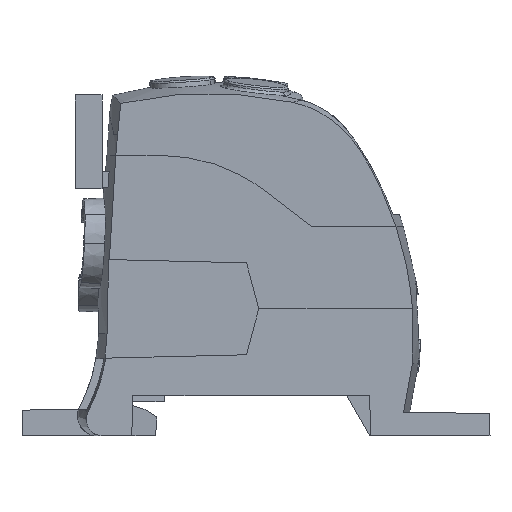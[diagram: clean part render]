
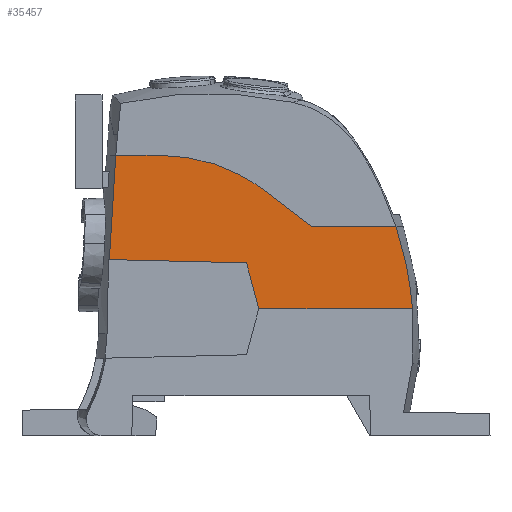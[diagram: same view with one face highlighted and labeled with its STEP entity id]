
A CAD part, left-side view. The second image highlights one B-rep face of the part: STEP entity #35457.
In plain terms, the highlighted planar face has unit normal (-1, 0, -0.005).
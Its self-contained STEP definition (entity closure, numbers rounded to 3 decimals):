
#35444=AXIS2_PLACEMENT_3D('Plane Axis2P3D',#35441,#35442,#35443) ;
#27571=CARTESIAN_POINT('Vertex',(0.104,14.068,31.314)) ;
#27575=CARTESIAN_POINT('Control Point',(0.104,14.068,31.314)) ;
#27576=CARTESIAN_POINT('Control Point',(0.125,12.752,27.329)) ;
#27577=CARTESIAN_POINT('Control Point',(0.147,11.92,23.185)) ;
#27578=CARTESIAN_POINT('Control Point',(0.169,11.595,19.)) ;
#27579=CARTESIAN_POINT('Vertex',(0.169,11.595,19.)) ;
#28331=CARTESIAN_POINT('Vertex',(0.104,26.669,31.314)) ;
#28334=CARTESIAN_POINT('Line Origine',(0.104,20.369,31.314)) ;
#29522=CARTESIAN_POINT('Vertex',(0.13,56.931,26.366)) ;
#29526=CARTESIAN_POINT('Control Point',(0.13,56.931,26.366)) ;
#29527=CARTESIAN_POINT('Control Point',(0.103,56.728,31.561)) ;
#29528=CARTESIAN_POINT('Control Point',(0.076,56.408,36.752)) ;
#29529=CARTESIAN_POINT('Control Point',(0.049,55.973,41.933)) ;
#29530=CARTESIAN_POINT('Vertex',(0.049,55.973,41.933)) ;
#30298=CARTESIAN_POINT('Line Origine',(0.049,52.584,41.933)) ;
#30302=CARTESIAN_POINT('Vertex',(0.049,49.194,41.933)) ;
#30807=CARTESIAN_POINT('Control Point',(0.049,49.194,41.933)) ;
#30808=CARTESIAN_POINT('Control Point',(0.049,45.05,41.933)) ;
#30809=CARTESIAN_POINT('Control Point',(0.053,40.904,41.033)) ;
#30810=CARTESIAN_POINT('Control Point',(0.063,37.061,39.236)) ;
#30811=CARTESIAN_POINT('Control Point',(0.076,33.765,36.723)) ;
#30812=CARTESIAN_POINT('Vertex',(0.076,33.765,36.723)) ;
#31372=CARTESIAN_POINT('Vertex',(0.133,36.425,25.874)) ;
#31386=CARTESIAN_POINT('Vertex',(0.169,34.584,19.)) ;
#31389=CARTESIAN_POINT('Line Origine',(0.151,35.504,22.437)) ;
#34369=CARTESIAN_POINT('Line Origine',(0.131,46.678,26.12)) ;
#34985=CARTESIAN_POINT('Line Origine',(0.09,30.217,34.019)) ;
#35417=CARTESIAN_POINT('Line Origine',(0.169,23.09,19.)) ;
#35441=CARTESIAN_POINT('Axis2P3D Location',(0.169,57.,19.)) ;
#28335=DIRECTION('Vector Direction',(0.,1.,0.)) ;
#30299=DIRECTION('Vector Direction',(0.,-1.,0.)) ;
#31390=DIRECTION('Vector Direction',(-0.005,0.259,0.966)) ;
#34370=DIRECTION('Vector Direction',(0.,-1.,-0.024)) ;
#34986=DIRECTION('Vector Direction',(-0.003,0.795,0.606)) ;
#35418=DIRECTION('Vector Direction',(0.,1.,0.)) ;
#35442=DIRECTION('Axis2P3D Direction',(1.,0.,0.005)) ;
#35443=DIRECTION('Axis2P3D XDirection',(0.,-1.,0.)) ;
#28336=VECTOR('Line Direction',#28335,1.) ;
#30300=VECTOR('Line Direction',#30299,1.) ;
#31391=VECTOR('Line Direction',#31390,1.) ;
#34371=VECTOR('Line Direction',#34370,1.) ;
#34987=VECTOR('Line Direction',#34986,1.) ;
#35419=VECTOR('Line Direction',#35418,1.) ;
#35447=ORIENTED_EDGE('',*,*,#34373,.T.) ;
#35448=ORIENTED_EDGE('',*,*,#31393,.F.) ;
#35449=ORIENTED_EDGE('',*,*,#35421,.F.) ;
#35450=ORIENTED_EDGE('',*,*,#27581,.F.) ;
#35451=ORIENTED_EDGE('',*,*,#28338,.T.) ;
#35452=ORIENTED_EDGE('',*,*,#34989,.T.) ;
#35453=ORIENTED_EDGE('',*,*,#30814,.F.) ;
#35454=ORIENTED_EDGE('',*,*,#30304,.F.) ;
#35455=ORIENTED_EDGE('',*,*,#29532,.F.) ;
#35457=ADVANCED_FACE('Koerper.2.1',(#35456),#35445,.F.) ;
#27574=B_SPLINE_CURVE_WITH_KNOTS('',3,(#27575,#27576,#27577,#27578),.UNSPECIFIED.,.F.,.U.,(4,4),(0.,17.72),.UNSPECIFIED.) ;
#29525=B_SPLINE_CURVE_WITH_KNOTS('',3,(#29526,#29527,#29528,#29529),.UNSPECIFIED.,.F.,.U.,(4,4),(0.,22.088),.UNSPECIFIED.) ;
#30806=B_SPLINE_CURVE_WITH_KNOTS('',4,(#30807,#30808,#30809,#30810,#30811),.UNSPECIFIED.,.F.,.U.,(5,5),(0.,23.583),.UNSPECIFIED.) ;
#27581=EDGE_CURVE('',#27572,#27580,#27574,.T.) ;
#28338=EDGE_CURVE('',#27572,#28332,#28337,.T.) ;
#29532=EDGE_CURVE('',#29523,#29531,#29525,.T.) ;
#30304=EDGE_CURVE('',#29531,#30303,#30301,.T.) ;
#30814=EDGE_CURVE('',#30303,#30813,#30806,.T.) ;
#31393=EDGE_CURVE('',#31387,#31373,#31392,.T.) ;
#34373=EDGE_CURVE('',#29523,#31373,#34372,.T.) ;
#34989=EDGE_CURVE('',#28332,#30813,#34988,.T.) ;
#35421=EDGE_CURVE('',#27580,#31387,#35420,.T.) ;
#35446=EDGE_LOOP('',(#35447,#35448,#35449,#35450,#35451,#35452,#35453,#35454,#35455)) ;
#35456=FACE_OUTER_BOUND('',#35446,.T.) ;
#28337=LINE('Line',#28334,#28336) ;
#30301=LINE('Line',#30298,#30300) ;
#31392=LINE('Line',#31389,#31391) ;
#34372=LINE('Line',#34369,#34371) ;
#34988=LINE('Line',#34985,#34987) ;
#35420=LINE('Line',#35417,#35419) ;
#35445=PLANE('',#35444) ;
#27572=VERTEX_POINT('',#27571) ;
#27580=VERTEX_POINT('',#27579) ;
#28332=VERTEX_POINT('',#28331) ;
#29523=VERTEX_POINT('',#29522) ;
#29531=VERTEX_POINT('',#29530) ;
#30303=VERTEX_POINT('',#30302) ;
#30813=VERTEX_POINT('',#30812) ;
#31373=VERTEX_POINT('',#31372) ;
#31387=VERTEX_POINT('',#31386) ;
